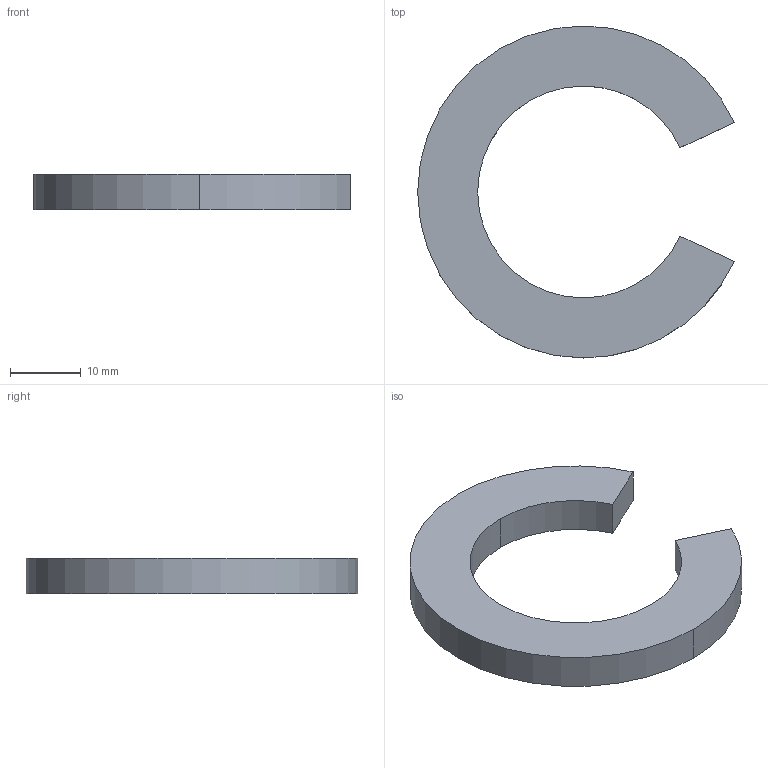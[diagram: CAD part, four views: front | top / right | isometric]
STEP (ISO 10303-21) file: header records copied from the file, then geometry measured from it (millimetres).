
FILE_DESCRIPTION( ( '' ), '1' );
FILE_NAME( 'dlr_30_op_2_03.stp', '2008-04-10T05:44:05', ( '' ), ( '' ), ' ', ' ', ' ' );
FILE_SCHEMA( ( 'CONFIG_CONTROL_DESIGN' ) );
Length unit declared in the file: millimetre
Products named in the file (1): 1
Bounding box: 44.84 x 47 x 5 mm (x, y, z)
Volume: 4434.8 mm3; surface area: 2902.4 mm2
Topology: 1 solids, 1 shells, 10 faces, 24 edges, 16 vertices
Faces by surface type: cylinder 6, plane 4
Entity records: 344 total; most frequent: DIRECTION 58, CARTESIAN_POINT 51, ORIENTED_EDGE 48, EDGE_CURVE 24, AXIS2_PLACEMENT_3D 23, VERTEX_POINT 16, LINE 12, CIRCLE 12
